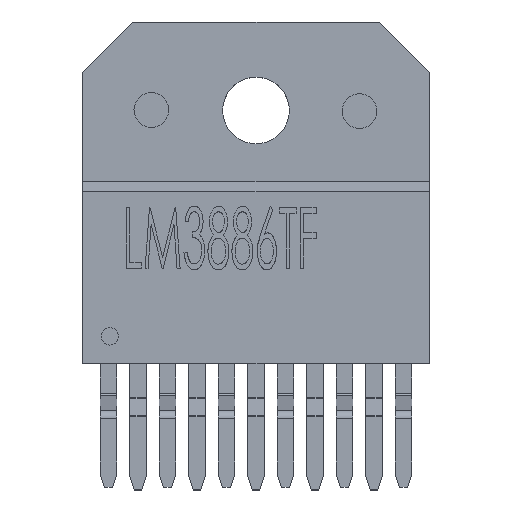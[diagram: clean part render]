
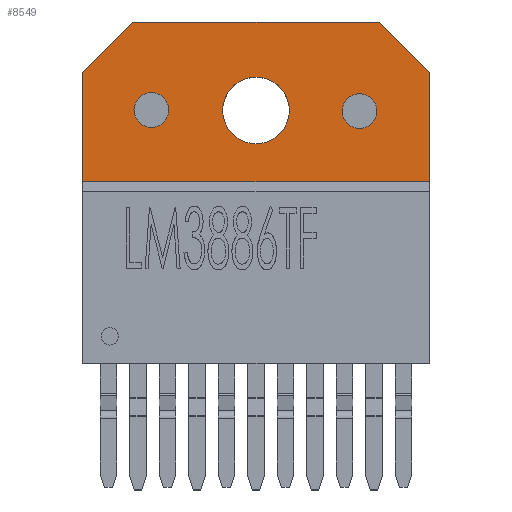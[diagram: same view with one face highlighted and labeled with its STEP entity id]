
A CAD part, top view. The second image highlights one B-rep face of the part: STEP entity #8549.
In plain terms, the highlighted planar face has unit normal (0, 0, 1).
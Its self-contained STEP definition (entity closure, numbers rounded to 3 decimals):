
#118 = EDGE_CURVE ( 'NONE', #6245, #1146, #14025, .T. ) ;
#129 = CARTESIAN_POINT ( 'NONE',  ( 11.92, 14.6, 3.3 ) ) ;
#527 = EDGE_CURVE ( 'NONE', #9940, #5227, #968, .T. ) ;
#692 = ORIENTED_EDGE ( 'NONE', *, *, #11861, .T. ) ;
#719 = VERTEX_POINT ( 'NONE', #14230 ) ;
#818 = CARTESIAN_POINT ( 'NONE',  ( 14.968, 14.565, 3.3 ) ) ;
#968 = LINE ( 'NONE', #10235, #12600 ) ;
#1080 = CARTESIAN_POINT ( 'NONE',  ( 15.968, 14.565, 3.3 ) ) ;
#1146 = VERTEX_POINT ( 'NONE', #5785 ) ;
#1199 = CARTESIAN_POINT ( 'NONE',  ( 16.968, 14.565, 3.3 ) ) ;
#1641 = ORIENTED_EDGE ( 'NONE', *, *, #2927, .T. ) ;
#1771 = ORIENTED_EDGE ( 'NONE', *, *, #118, .T. ) ;
#1829 = AXIS2_PLACEMENT_3D ( 'NONE', #11295, #4671, #6628 ) ;
#1980 = EDGE_CURVE ( 'NONE', #719, #9940, #7493, .T. ) ;
#2002 = VERTEX_POINT ( 'NONE', #4207 ) ;
#2016 = DIRECTION ( 'NONE',  ( 0., 0., -1. ) ) ;
#2046 = VERTEX_POINT ( 'NONE', #4452 ) ;
#2786 = ORIENTED_EDGE ( 'NONE', *, *, #5416, .T. ) ;
#2887 = DIRECTION ( 'NONE',  ( -0.707, -0.707, 0. ) ) ;
#2927 = EDGE_CURVE ( 'NONE', #12200, #11268, #11869, .T. ) ;
#3044 = ORIENTED_EDGE ( 'NONE', *, *, #14235, .T. ) ;
#3411 = DIRECTION ( 'NONE',  ( 0., 0., -1. ) ) ;
#3536 = DIRECTION ( 'NONE',  ( -1., 0., 0. ) ) ;
#3591 = FACE_BOUND ( 'NONE', #6875, .T. ) ;
#3955 = EDGE_CURVE ( 'NONE', #1146, #719, #8725, .T. ) ;
#4125 = CIRCLE ( 'NONE', #5723, 1.92 ) ;
#4207 = CARTESIAN_POINT ( 'NONE',  ( 0., 10.5, 3.3 ) ) ;
#4306 = AXIS2_PLACEMENT_3D ( 'NONE', #1080, #3411, #10868 ) ;
#4307 = CARTESIAN_POINT ( 'NONE',  ( 20., 10.5, 3.3 ) ) ;
#4433 = LINE ( 'NONE', #11219, #9737 ) ;
#4452 = CARTESIAN_POINT ( 'NONE',  ( 8.08, 14.6, 3.3 ) ) ;
#4671 = DIRECTION ( 'NONE',  ( 0., 0., -1. ) ) ;
#4679 = ORIENTED_EDGE ( 'NONE', *, *, #12508, .T. ) ;
#4690 = FACE_BOUND ( 'NONE', #14033, .T. ) ;
#4763 = EDGE_LOOP ( 'NONE', ( #9253, #692 ) ) ;
#4768 = CIRCLE ( 'NONE', #4306, 1. ) ;
#4879 = PLANE ( 'NONE',  #13621 ) ;
#5227 = VERTEX_POINT ( 'NONE', #8596 ) ;
#5416 = EDGE_CURVE ( 'NONE', #10474, #2046, #4125, .T. ) ;
#5433 = DIRECTION ( 'NONE',  ( 0., 1., 0. ) ) ;
#5707 = AXIS2_PLACEMENT_3D ( 'NONE', #8003, #5937, #10308 ) ;
#5723 = AXIS2_PLACEMENT_3D ( 'NONE', #9945, #2016, #6392 ) ;
#5740 = DIRECTION ( 'NONE',  ( 0., 0., 1. ) ) ;
#5785 = CARTESIAN_POINT ( 'NONE',  ( 20., 16.8, 3.3 ) ) ;
#5804 = FACE_OUTER_BOUND ( 'NONE', #5806, .T. ) ;
#5806 = EDGE_LOOP ( 'NONE', ( #12821, #11597, #1771, #12623, #14020, #7846 ) ) ;
#5937 = DIRECTION ( 'NONE',  ( 0., 0., -1. ) ) ;
#6069 = DIRECTION ( 'NONE',  ( 0., -1., 0. ) ) ;
#6245 = VERTEX_POINT ( 'NONE', #4307 ) ;
#6392 = DIRECTION ( 'NONE',  ( -1., 0., 0. ) ) ;
#6398 = DIRECTION ( 'NONE',  ( -0.707, 0.707, 0. ) ) ;
#6529 = DIRECTION ( 'NONE',  ( -1., 0., 0. ) ) ;
#6628 = DIRECTION ( 'NONE',  ( -1., 0., 0. ) ) ;
#6875 = EDGE_LOOP ( 'NONE', ( #1641, #4679 ) ) ;
#7024 = CIRCLE ( 'NONE', #12996, 1. ) ;
#7094 = CIRCLE ( 'NONE', #1829, 1. ) ;
#7129 = CARTESIAN_POINT ( 'NONE',  ( 0., 10.5, 3.3 ) ) ;
#7327 = EDGE_CURVE ( 'NONE', #2002, #6245, #4433, .T. ) ;
#7493 = LINE ( 'NONE', #8456, #11339 ) ;
#7678 = DIRECTION ( 'NONE',  ( 0., 0., -1. ) ) ;
#7846 = ORIENTED_EDGE ( 'NONE', *, *, #527, .T. ) ;
#7976 = CIRCLE ( 'NONE', #12552, 1.92 ) ;
#7984 = VERTEX_POINT ( 'NONE', #13390 ) ;
#8003 = CARTESIAN_POINT ( 'NONE',  ( 15.968, 14.565, 3.3 ) ) ;
#8215 = LINE ( 'NONE', #7129, #13007 ) ;
#8456 = CARTESIAN_POINT ( 'NONE',  ( 20., 19.7, 3.3 ) ) ;
#8549 = ADVANCED_FACE ( 'NONE', ( #5804, #4690, #13691, #3591 ), #4879, .T. ) ;
#8596 = CARTESIAN_POINT ( 'NONE',  ( 0., 16.8, 3.3 ) ) ;
#8725 = LINE ( 'NONE', #11862, #12656 ) ;
#8771 = CARTESIAN_POINT ( 'NONE',  ( 2.965, 14.628, 3.3 ) ) ;
#8794 = DIRECTION ( 'NONE',  ( 1., 0., 0. ) ) ;
#9068 = CARTESIAN_POINT ( 'NONE',  ( 3.965, 14.628, 3.3 ) ) ;
#9115 = EDGE_CURVE ( 'NONE', #13637, #7984, #7024, .T. ) ;
#9137 = DIRECTION ( 'NONE',  ( 0., 0., -1. ) ) ;
#9182 = DIRECTION ( 'NONE',  ( 1., 0., 0. ) ) ;
#9253 = ORIENTED_EDGE ( 'NONE', *, *, #9115, .T. ) ;
#9456 = EDGE_CURVE ( 'NONE', #5227, #2002, #8215, .T. ) ;
#9737 = VECTOR ( 'NONE', #8794, 1000. ) ;
#9940 = VERTEX_POINT ( 'NONE', #11608 ) ;
#9945 = CARTESIAN_POINT ( 'NONE',  ( 10., 14.6, 3.3 ) ) ;
#9960 = CARTESIAN_POINT ( 'NONE',  ( 20., 0., 3.3 ) ) ;
#10220 = VECTOR ( 'NONE', #5433, 1000. ) ;
#10235 = CARTESIAN_POINT ( 'NONE',  ( 0., 16.8, 3.3 ) ) ;
#10308 = DIRECTION ( 'NONE',  ( -1., 0., 0. ) ) ;
#10474 = VERTEX_POINT ( 'NONE', #129 ) ;
#10868 = DIRECTION ( 'NONE',  ( -1., 0., 0. ) ) ;
#11219 = CARTESIAN_POINT ( 'NONE',  ( 10., 10.5, 3.3 ) ) ;
#11268 = VERTEX_POINT ( 'NONE', #1199 ) ;
#11295 = CARTESIAN_POINT ( 'NONE',  ( 3.965, 14.628, 3.3 ) ) ;
#11339 = VECTOR ( 'NONE', #12803, 1000. ) ;
#11597 = ORIENTED_EDGE ( 'NONE', *, *, #7327, .T. ) ;
#11608 = CARTESIAN_POINT ( 'NONE',  ( 2.9, 19.7, 3.3 ) ) ;
#11861 = EDGE_CURVE ( 'NONE', #7984, #13637, #7094, .T. ) ;
#11862 = CARTESIAN_POINT ( 'NONE',  ( 17.1, 19.7, 3.3 ) ) ;
#11869 = CIRCLE ( 'NONE', #5707, 1. ) ;
#12200 = VERTEX_POINT ( 'NONE', #818 ) ;
#12508 = EDGE_CURVE ( 'NONE', #11268, #12200, #4768, .T. ) ;
#12552 = AXIS2_PLACEMENT_3D ( 'NONE', #13138, #7678, #6529 ) ;
#12597 = CARTESIAN_POINT ( 'NONE',  ( 10., 14.6, 3.3 ) ) ;
#12600 = VECTOR ( 'NONE', #2887, 1000. ) ;
#12623 = ORIENTED_EDGE ( 'NONE', *, *, #3955, .T. ) ;
#12656 = VECTOR ( 'NONE', #6398, 1000. ) ;
#12803 = DIRECTION ( 'NONE',  ( -1., 0., 0. ) ) ;
#12821 = ORIENTED_EDGE ( 'NONE', *, *, #9456, .T. ) ;
#12996 = AXIS2_PLACEMENT_3D ( 'NONE', #9068, #9137, #3536 ) ;
#13007 = VECTOR ( 'NONE', #6069, 1000. ) ;
#13138 = CARTESIAN_POINT ( 'NONE',  ( 10., 14.6, 3.3 ) ) ;
#13390 = CARTESIAN_POINT ( 'NONE',  ( 4.965, 14.628, 3.3 ) ) ;
#13621 = AXIS2_PLACEMENT_3D ( 'NONE', #12597, #5740, #9182 ) ;
#13637 = VERTEX_POINT ( 'NONE', #8771 ) ;
#13691 = FACE_BOUND ( 'NONE', #4763, .T. ) ;
#14020 = ORIENTED_EDGE ( 'NONE', *, *, #1980, .T. ) ;
#14025 = LINE ( 'NONE', #9960, #10220 ) ;
#14033 = EDGE_LOOP ( 'NONE', ( #3044, #2786 ) ) ;
#14230 = CARTESIAN_POINT ( 'NONE',  ( 17.1, 19.7, 3.3 ) ) ;
#14235 = EDGE_CURVE ( 'NONE', #2046, #10474, #7976, .T. ) ;
